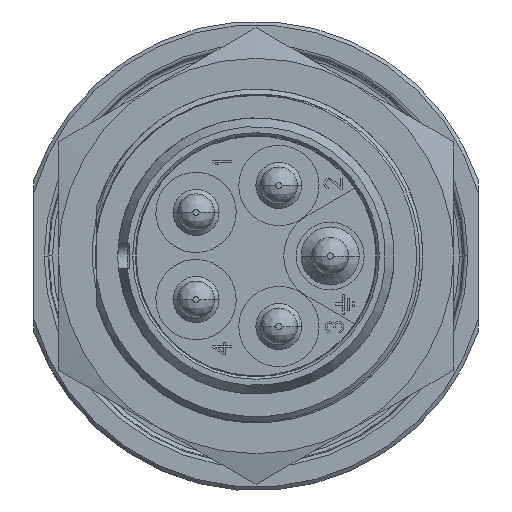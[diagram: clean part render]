
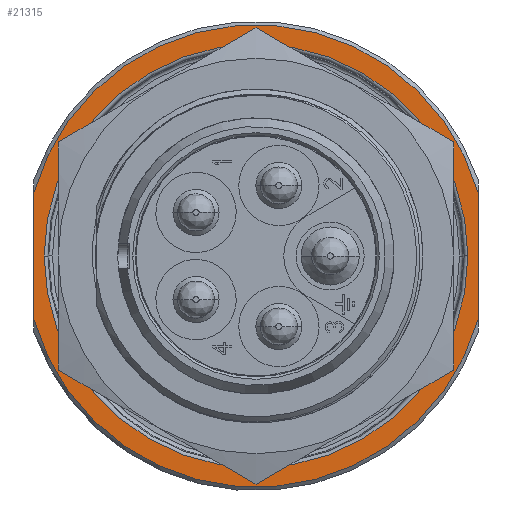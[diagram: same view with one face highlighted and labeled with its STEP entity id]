
A CAD part, left-side view. The second image highlights one B-rep face of the part: STEP entity #21315.
In plain terms, the highlighted planar face has unit normal (-1, 0, 0).
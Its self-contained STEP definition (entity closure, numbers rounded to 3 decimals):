
#6115=CARTESIAN_POINT('',(23.5,0.,0.));
#6116=DIRECTION('',(1.,0.,0.));
#6117=DIRECTION('',(0.,-1.,0.));
#6118=AXIS2_PLACEMENT_3D('',#6115,#6116,#6117);
#6130=DIRECTION('',(0.,0.,-1.));
#6131=VECTOR('',#6130,10.137);
#6132=CARTESIAN_POINT('',(23.5,18.,5.069));
#6133=LINE('1349',#6132,#6131);
#6134=CARTESIAN_POINT('',(23.5,0.,0.));
#6135=DIRECTION('',(1.,0.,0.));
#6136=DIRECTION('',(0.,0.963,0.271));
#6137=AXIS2_PLACEMENT_3D('',#6134,#6135,#6136);
#6139=DIRECTION('',(0.,0.,1.));
#6140=VECTOR('',#6139,10.137);
#6141=CARTESIAN_POINT('',(23.5,-18.,-5.069));
#6142=LINE('1350',#6141,#6140);
#6143=CARTESIAN_POINT('',(23.5,0.,0.));
#6144=DIRECTION('',(-1.,0.,0.));
#6145=DIRECTION('',(0.,0.963,-0.271));
#6146=AXIS2_PLACEMENT_3D('',#6143,#6144,#6145);
#10719=CARTESIAN_POINT('',(23.5,0.,0.));
#10720=DIRECTION('',(1.,0.,0.));
#10721=DIRECTION('',(0.,1.,0.));
#10722=AXIS2_PLACEMENT_3D('',#10719,#10720,#10721);
#15322=CARTESIAN_POINT('',(23.5,18.,5.069));
#15323=CARTESIAN_POINT('',(23.5,18.,-5.069));
#15324=VERTEX_POINT('',#15322);
#15325=VERTEX_POINT('',#15323);
#15326=CARTESIAN_POINT('',(23.5,-18.,-5.069));
#15327=CARTESIAN_POINT('',(23.5,-18.,5.069));
#15328=VERTEX_POINT('',#15326);
#15329=VERTEX_POINT('',#15327);
#15361=CARTESIAN_POINT('',(23.5,-17.139,0.));
#15362=CARTESIAN_POINT('',(23.5,17.139,0.));
#15363=VERTEX_POINT('',#15361);
#15364=VERTEX_POINT('',#15362);
#21295=CARTESIAN_POINT('',(23.5,0.,0.));
#21296=DIRECTION('',(1.,0.,0.));
#21297=DIRECTION('',(0.,-1.,0.));
#21298=AXIS2_PLACEMENT_3D('',#21295,#21296,#21297);
#21299=PLANE('249',#21298);
#21301=ORIENTED_EDGE('1349',*,*,#21300,.F.);
#21303=ORIENTED_EDGE('1364',*,*,#21302,.T.);
#21305=ORIENTED_EDGE('1350',*,*,#21304,.F.);
#21307=ORIENTED_EDGE('1368',*,*,#21306,.F.);
#21308=EDGE_LOOP('249',(#21301,#21303,#21305,#21307));
#21309=FACE_OUTER_BOUND('249',#21308,.F.);
#21310=ORIENTED_EDGE('1399',*,*,#21285,.F.);
#21312=ORIENTED_EDGE('1401',*,*,#21311,.F.);
#21313=EDGE_LOOP('249',(#21310,#21312));
#21314=FACE_BOUND('249',#21313,.F.);
#6119=CIRCLE('1399',#6118,17.139);
#6138=CIRCLE('1364',#6137,18.7);
#6147=CIRCLE('1368',#6146,18.7);
#10723=CIRCLE('1401',#10722,17.139);
#21285=EDGE_CURVE('1399',#15363,#15364,#6119,.T.);
#21300=EDGE_CURVE('1349',#15324,#15325,#6133,.T.);
#21302=EDGE_CURVE('1364',#15324,#15329,#6138,.T.);
#21304=EDGE_CURVE('1350',#15328,#15329,#6142,.T.);
#21306=EDGE_CURVE('1368',#15325,#15328,#6147,.T.);
#21311=EDGE_CURVE('1401',#15364,#15363,#10723,.T.);
#21315=ADVANCED_FACE('249',(#21309,#21314),#21299,.F.);
